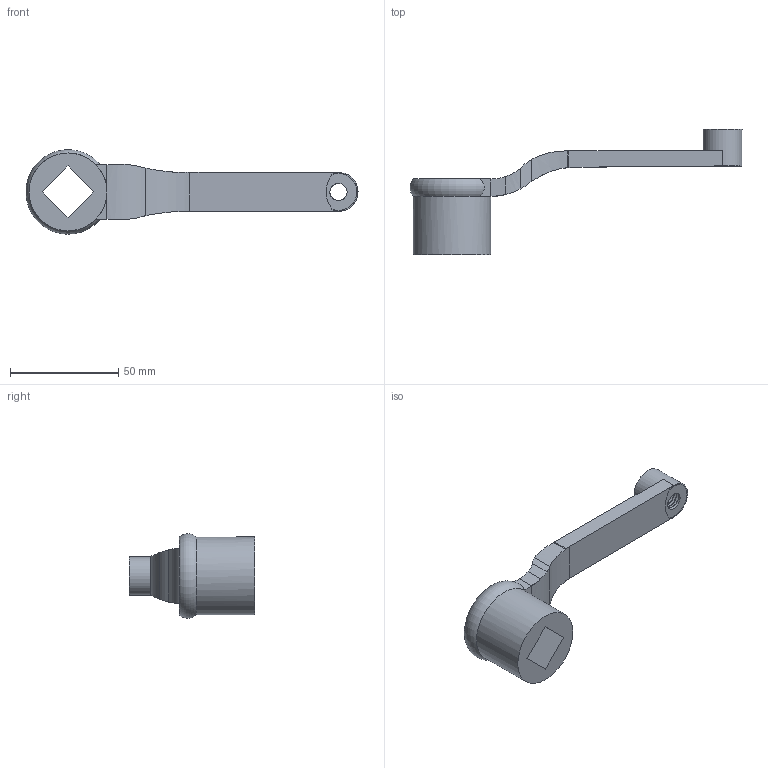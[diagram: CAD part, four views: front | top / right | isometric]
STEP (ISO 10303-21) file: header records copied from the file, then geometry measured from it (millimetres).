
FILE_DESCRIPTION(/* description */ (''),/* implementation_level */ '2;1');
FILE_NAME(/* name */ 'OB_125_N',/* time_stamp */ '2012-11-23T16:36:47+08:00',/* author */ (''),/* organization */ (''),/* preprocessor_version */ 'ST-DEVELOPER v9',/* originating_system */ 'UGS - NX 4.0',/* authorisation */ '');
FILE_SCHEMA (('CONFIG_CONTROL_DESIGN'));
Length unit declared in the file: millimetre
Products named in the file (1): Admi4604xml3
Bounding box: 153.42 x 58 x 38.92 mm (x, y, z)
Surface area: 15511.2 mm2 (no closed solid volume)
Topology: 0 solids, 1 shells, 43 faces, 115 edges, 72 vertices
Faces by surface type: plane 19, cylinder 11, extrusion 8, cone 2, bspline 2, torus 1
Full cylindrical faces by diameter (mm): 18 x1, 36 x1
Entity records: 3357 total; most frequent: CARTESIAN_POINT 2328, ORIENTED_EDGE 216, DIRECTION 150, EDGE_CURVE 108, VERTEX_POINT 69, B_SPLINE_CURVE_WITH_KNOTS 62, AXIS2_PLACEMENT_3D 54, EDGE_LOOP 49
